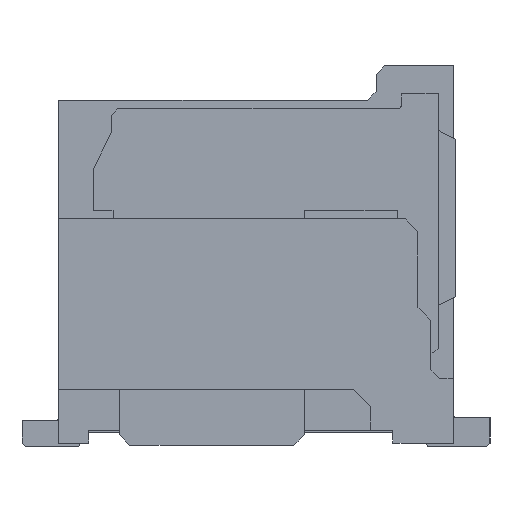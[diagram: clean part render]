
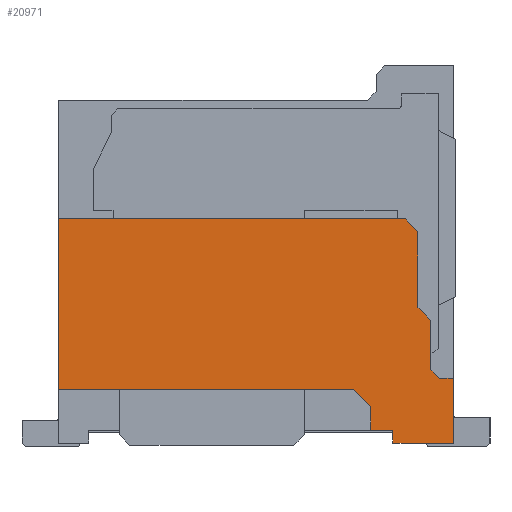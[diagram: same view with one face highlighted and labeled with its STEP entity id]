
A CAD part, left-side view. The second image highlights one B-rep face of the part: STEP entity #20971.
In plain terms, the highlighted planar face has unit normal (-1, 0, 0).
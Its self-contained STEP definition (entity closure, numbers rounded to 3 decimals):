
#29=DIRECTION('',(0.,-1.,0.));
#30=VECTOR('',#29,1.4);
#31=CARTESIAN_POINT('',(-14.9,-3.175,-4.375));
#32=LINE('',#31,#30);
#1860=DIRECTION('',(0.,1.,0.));
#1861=VECTOR('',#1860,0.52);
#1862=CARTESIAN_POINT('',(-14.9,-3.175,-4.075));
#1863=LINE('',#1862,#1861);
#1864=DIRECTION('',(0.,0.,1.));
#1865=VECTOR('',#1864,0.55);
#1866=CARTESIAN_POINT('',(-14.9,-2.655,-4.075));
#1867=LINE('',#1866,#1865);
#1868=DIRECTION('',(0.,-0.707,-0.707));
#1869=VECTOR('',#1868,0.566);
#1870=CARTESIAN_POINT('',(-14.9,-2.255,-3.125));
#1871=LINE('',#1870,#1869);
#1872=DIRECTION('',(0.,-1.,0.));
#1873=VECTOR('',#1872,6.83);
#1874=CARTESIAN_POINT('',(-14.9,4.575,-3.125));
#1875=LINE('',#1874,#1873);
#1876=DIRECTION('',(0.,0.,1.));
#1877=VECTOR('',#1876,3.95);
#1878=CARTESIAN_POINT('',(-14.9,4.575,-3.125));
#1879=LINE('',#1878,#1877);
#1880=DIRECTION('',(0.,-1.,0.));
#1881=VECTOR('',#1880,8.03);
#1882=CARTESIAN_POINT('',(-14.9,4.575,0.825));
#1883=LINE('',#1882,#1881);
#1884=DIRECTION('',(0.,0.707,0.707));
#1885=VECTOR('',#1884,0.424);
#1886=CARTESIAN_POINT('',(-14.9,-3.755,0.525));
#1887=LINE('',#1886,#1885);
#1888=DIRECTION('',(0.,0.,1.));
#1889=VECTOR('',#1888,1.75);
#1890=CARTESIAN_POINT('',(-14.9,-3.755,-1.225));
#1891=LINE('',#1890,#1889);
#1892=DIRECTION('',(0.,0.707,0.707));
#1893=VECTOR('',#1892,0.424);
#1894=CARTESIAN_POINT('',(-14.9,-4.055,-1.525));
#1895=LINE('',#1894,#1893);
#1896=DIRECTION('',(0.,0.,1.));
#1897=VECTOR('',#1896,1.15);
#1898=CARTESIAN_POINT('',(-14.9,-4.055,-2.675));
#1899=LINE('',#1898,#1897);
#1900=DIRECTION('',(0.,0.707,0.707));
#1901=VECTOR('',#1900,0.283);
#1902=CARTESIAN_POINT('',(-14.9,-4.255,-2.875));
#1903=LINE('',#1902,#1901);
#1904=DIRECTION('',(0.,1.,0.));
#1905=VECTOR('',#1904,0.32);
#1906=CARTESIAN_POINT('',(-14.9,-4.575,-2.875));
#1907=LINE('',#1906,#1905);
#1908=DIRECTION('',(0.,0.,1.));
#1909=VECTOR('',#1908,0.3);
#1910=CARTESIAN_POINT('',(-14.9,-3.175,-4.375));
#1911=LINE('',#1910,#1909);
#2016=DIRECTION('',(0.,0.,1.));
#2017=VECTOR('',#2016,1.5);
#2018=CARTESIAN_POINT('',(-14.9,-4.575,-4.375));
#2019=LINE('',#2018,#2017);
#14679=CARTESIAN_POINT('',(-14.9,-3.175,-4.075));
#14680=CARTESIAN_POINT('',(-14.9,-2.655,-4.075));
#14681=VERTEX_POINT('',#14679);
#14682=VERTEX_POINT('',#14680);
#14827=CARTESIAN_POINT('',(-14.9,-4.575,-2.875));
#14828=CARTESIAN_POINT('',(-14.9,-4.255,-2.875));
#14829=VERTEX_POINT('',#14827);
#14830=VERTEX_POINT('',#14828);
#14831=CARTESIAN_POINT('',(-14.9,-4.055,-2.675));
#14832=VERTEX_POINT('',#14831);
#14833=CARTESIAN_POINT('',(-14.9,-4.055,-1.525));
#14834=VERTEX_POINT('',#14833);
#14835=CARTESIAN_POINT('',(-14.9,-3.755,-1.225));
#14836=VERTEX_POINT('',#14835);
#14837=CARTESIAN_POINT('',(-14.9,-3.755,0.525));
#14838=VERTEX_POINT('',#14837);
#14839=CARTESIAN_POINT('',(-14.9,-3.455,0.825));
#14840=VERTEX_POINT('',#14839);
#14841=CARTESIAN_POINT('',(-14.9,4.575,0.825));
#14842=VERTEX_POINT('',#14841);
#14859=CARTESIAN_POINT('',(-14.9,-4.575,-4.375));
#14860=VERTEX_POINT('',#14859);
#14861=CARTESIAN_POINT('',(-14.9,4.575,-3.125));
#14862=VERTEX_POINT('',#14861);
#14927=CARTESIAN_POINT('',(-14.9,-2.255,-3.125));
#14928=VERTEX_POINT('',#14927);
#14929=CARTESIAN_POINT('',(-14.9,-2.655,-3.525));
#14930=VERTEX_POINT('',#14929);
#14954=CARTESIAN_POINT('',(-14.9,-3.175,-4.375));
#14956=VERTEX_POINT('',#14954);
#20941=CARTESIAN_POINT('',(-14.9,4.575,-4.375));
#20942=DIRECTION('',(-1.,0.,0.));
#20943=DIRECTION('',(0.,-1.,0.));
#20944=AXIS2_PLACEMENT_3D('',#20941,#20942,#20943);
#20945=PLANE('',#20944);
#20947=ORIENTED_EDGE('',*,*,#20946,.T.);
#20949=ORIENTED_EDGE('',*,*,#20948,.T.);
#20951=ORIENTED_EDGE('',*,*,#20950,.F.);
#20953=ORIENTED_EDGE('',*,*,#20952,.F.);
#20954=ORIENTED_EDGE('',*,*,#19299,.T.);
#20955=ORIENTED_EDGE('',*,*,#20886,.T.);
#20956=ORIENTED_EDGE('',*,*,#20908,.F.);
#20957=ORIENTED_EDGE('',*,*,#20922,.F.);
#20958=ORIENTED_EDGE('',*,*,#20935,.F.);
#20959=ORIENTED_EDGE('',*,*,#20718,.F.);
#20961=ORIENTED_EDGE('',*,*,#20960,.F.);
#20963=ORIENTED_EDGE('',*,*,#20962,.F.);
#20965=ORIENTED_EDGE('',*,*,#20964,.F.);
#20966=ORIENTED_EDGE('',*,*,#19210,.F.);
#20968=ORIENTED_EDGE('',*,*,#20967,.T.);
#20969=EDGE_LOOP('',(#20947,#20949,#20951,#20953,#20954,#20955,#20956,#20957,
#20958,#20959,#20961,#20963,#20965,#20966,#20968));
#20970=FACE_OUTER_BOUND('',#20969,.F.);
#20971=ADVANCED_FACE('',(#20970),#20945,.T.);
#19210=EDGE_CURVE('',#14956,#14860,#32,.T.);
#19299=EDGE_CURVE('',#14862,#14842,#1879,.T.);
#20718=EDGE_CURVE('',#14832,#14834,#1899,.T.);
#20886=EDGE_CURVE('',#14842,#14840,#1883,.T.);
#20908=EDGE_CURVE('',#14838,#14840,#1887,.T.);
#20922=EDGE_CURVE('',#14836,#14838,#1891,.T.);
#20935=EDGE_CURVE('',#14834,#14836,#1895,.T.);
#20946=EDGE_CURVE('',#14681,#14682,#1863,.T.);
#20948=EDGE_CURVE('',#14682,#14930,#1867,.T.);
#20950=EDGE_CURVE('',#14928,#14930,#1871,.T.);
#20952=EDGE_CURVE('',#14862,#14928,#1875,.T.);
#20960=EDGE_CURVE('',#14830,#14832,#1903,.T.);
#20962=EDGE_CURVE('',#14829,#14830,#1907,.T.);
#20964=EDGE_CURVE('',#14860,#14829,#2019,.T.);
#20967=EDGE_CURVE('',#14956,#14681,#1911,.T.);
